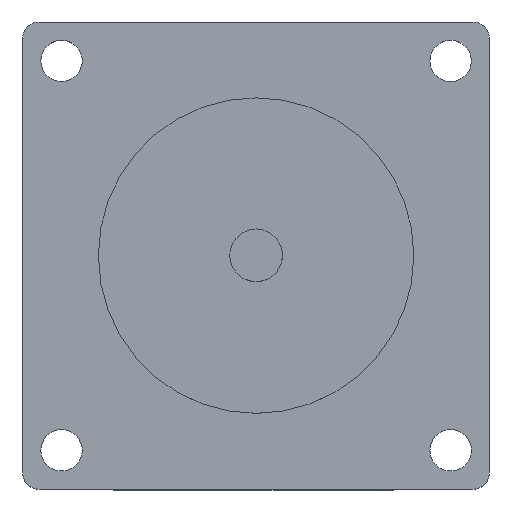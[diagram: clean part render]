
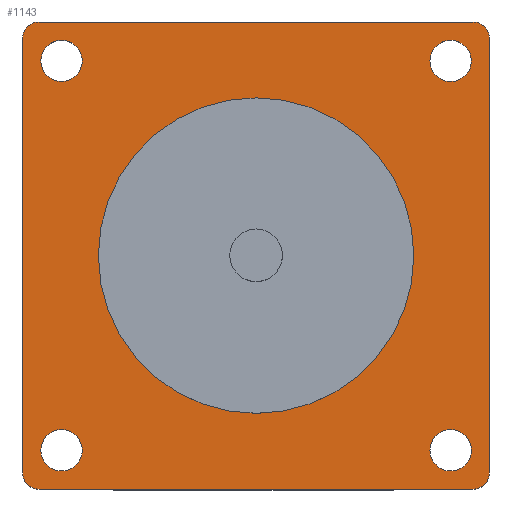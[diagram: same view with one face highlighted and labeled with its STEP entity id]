
A CAD part, top view. The second image highlights one B-rep face of the part: STEP entity #1143.
In plain terms, the highlighted planar face has unit normal (0, 0, 1).
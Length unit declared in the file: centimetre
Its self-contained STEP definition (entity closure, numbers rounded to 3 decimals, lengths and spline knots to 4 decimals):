
#349=VERTEX_POINT('',#5084);
#350=VERTEX_POINT('',#5086);
#361=VERTEX_POINT('',#5126);
#363=VERTEX_POINT('',#5131);
#365=VERTEX_POINT('',#5136);
#367=VERTEX_POINT('',#5141);
#371=VERTEX_POINT('',#5152);
#372=VERTEX_POINT('',#5156);
#375=VERTEX_POINT('',#5164);
#380=VERTEX_POINT('',#5178);
#383=VERTEX_POINT('',#5187);
#386=VERTEX_POINT('',#5194);
#387=VERTEX_POINT('',#5196);
#485=EDGE_CURVE('',#349,#350,#2409,.T.);
#505=EDGE_CURVE('',#361,#361,#1505,.T.);
#507=EDGE_CURVE('',#363,#363,#1507,.T.);
#509=EDGE_CURVE('',#365,#365,#1509,.T.);
#511=EDGE_CURVE('',#367,#367,#1511,.T.);
#515=EDGE_CURVE('',#371,#371,#1515,.T.);
#516=EDGE_CURVE('',#372,#349,#1516,.T.);
#521=EDGE_CURVE('',#375,#372,#2426,.T.);
#527=EDGE_CURVE('',#350,#380,#1521,.T.);
#532=EDGE_CURVE('',#380,#383,#2432,.T.);
#536=EDGE_CURVE('',#386,#375,#1523,.T.);
#537=EDGE_CURVE('',#387,#386,#2435,.T.);
#538=EDGE_CURVE('',#383,#387,#1524,.T.);
#800=ORIENTED_EDGE('',*,*,#505,.T.);
#801=ORIENTED_EDGE('',*,*,#507,.T.);
#802=ORIENTED_EDGE('',*,*,#509,.T.);
#803=ORIENTED_EDGE('',*,*,#511,.T.);
#804=ORIENTED_EDGE('',*,*,#515,.T.);
#805=ORIENTED_EDGE('',*,*,#516,.F.);
#806=ORIENTED_EDGE('',*,*,#521,.F.);
#807=ORIENTED_EDGE('',*,*,#536,.F.);
#808=ORIENTED_EDGE('',*,*,#537,.F.);
#809=ORIENTED_EDGE('',*,*,#538,.F.);
#810=ORIENTED_EDGE('',*,*,#532,.F.);
#811=ORIENTED_EDGE('',*,*,#527,.F.);
#812=ORIENTED_EDGE('',*,*,#485,.F.);
#966=EDGE_LOOP('',(#800));
#967=EDGE_LOOP('',(#801));
#968=EDGE_LOOP('',(#802));
#969=EDGE_LOOP('',(#803));
#970=EDGE_LOOP('',(#804));
#971=EDGE_LOOP('',(#805,#806,#807,#808,#809,#810,#811,#812));
#1062=FACE_BOUND('',#966,.T.);
#1063=FACE_BOUND('',#967,.T.);
#1064=FACE_BOUND('',#968,.T.);
#1065=FACE_BOUND('',#969,.T.);
#1066=FACE_BOUND('',#970,.T.);
#1067=FACE_BOUND('',#971,.T.);
#1143=ADVANCED_FACE('',(#1062,#1063,#1064,#1065,#1066,#1067),#3819,.T.);
#1505=CIRCLE('',#3544,0.25);
#1507=CIRCLE('',#3547,0.25);
#1509=CIRCLE('',#3550,0.25);
#1511=CIRCLE('',#3553,0.25);
#1515=CIRCLE('',#3560,1.905);
#1516=CIRCLE('',#3563,0.2);
#1521=CIRCLE('',#3571,0.2);
#1523=CIRCLE('',#3575,0.2);
#1524=CIRCLE('',#3576,0.2);
#2409=LINE('',#5085,#3749);
#2426=LINE('',#5165,#3766);
#2432=LINE('',#5186,#3772);
#2435=LINE('',#5195,#3775);
#3544=AXIS2_PLACEMENT_3D('',#5125,#4300,#4301);
#3547=AXIS2_PLACEMENT_3D('',#5130,#4306,#4307);
#3550=AXIS2_PLACEMENT_3D('',#5135,#4312,#4313);
#3553=AXIS2_PLACEMENT_3D('',#5140,#4318,#4319);
#3560=AXIS2_PLACEMENT_3D('',#5151,#4331,#4332);
#3563=AXIS2_PLACEMENT_3D('',#5155,#4336,#4337);
#3571=AXIS2_PLACEMENT_3D('',#5177,#4356,#4357);
#3574=AXIS2_PLACEMENT_3D('',#5192,#4367,$);
#3575=AXIS2_PLACEMENT_3D('',#5193,#4368,#4369);
#3576=AXIS2_PLACEMENT_3D('',#5197,#4371,#4372);
#3749=VECTOR('',#4261,1.);
#3766=VECTOR('',#4344,1.);
#3772=VECTOR('',#4364,1.);
#3775=VECTOR('',#4370,1.);
#3819=PLANE('',#3574);
#4261=DIRECTION('',(0.,-1.,0.));
#4300=DIRECTION('',(0.,0.,-1.));
#4301=DIRECTION('',(0.,0.25,0.));
#4306=DIRECTION('',(0.,0.,-1.));
#4307=DIRECTION('',(0.,0.25,0.));
#4312=DIRECTION('',(0.,0.,-1.));
#4313=DIRECTION('',(0.,0.25,0.));
#4318=DIRECTION('',(0.,0.,-1.));
#4319=DIRECTION('',(0.,0.25,0.));
#4331=DIRECTION('',(0.,0.,-1.));
#4332=DIRECTION('',(1.905,0.,0.));
#4336=DIRECTION('',(0.,0.,-1.));
#4337=DIRECTION('',(0.141,0.141,0.));
#4344=DIRECTION('',(1.,0.,0.));
#4356=DIRECTION('',(0.,0.,-1.));
#4357=DIRECTION('',(0.141,-0.141,0.));
#4364=DIRECTION('',(-1.,0.,0.));
#4367=DIRECTION('',(0.,0.,1.));
#4368=DIRECTION('',(0.,0.,-1.));
#4369=DIRECTION('',(-0.141,0.141,0.));
#4370=DIRECTION('',(0.,1.,0.));
#4371=DIRECTION('',(0.,0.,-1.));
#4372=DIRECTION('',(-0.141,-0.141,0.));
#5084=CARTESIAN_POINT('',(0.,5.442,5.5));
#5085=CARTESIAN_POINT('',(0.,0.,5.5));
#5086=CARTESIAN_POINT('',(0.,0.2,5.5));
#5125=CARTESIAN_POINT('',(-5.1682,0.47,5.5));
#5126=CARTESIAN_POINT('',(-5.1682,0.72,5.5));
#5130=CARTESIAN_POINT('',(-0.4699,0.4701,5.5));
#5131=CARTESIAN_POINT('',(-0.4699,0.7201,5.5));
#5135=CARTESIAN_POINT('',(-0.47,5.1718,5.5));
#5136=CARTESIAN_POINT('',(-0.47,5.4218,5.5));
#5140=CARTESIAN_POINT('',(-5.1686,5.1723,5.5));
#5141=CARTESIAN_POINT('',(-5.1686,5.4223,5.5));
#5151=CARTESIAN_POINT('',(-2.819,2.821,5.5));
#5152=CARTESIAN_POINT('',(-0.914,2.821,5.5));
#5155=CARTESIAN_POINT('',(-0.2,5.442,5.5));
#5156=CARTESIAN_POINT('',(-0.2,5.642,5.5));
#5164=CARTESIAN_POINT('',(-5.438,5.642,5.5));
#5165=CARTESIAN_POINT('',(0.,5.642,5.5));
#5177=CARTESIAN_POINT('',(-0.2,0.2,5.5));
#5178=CARTESIAN_POINT('',(-0.2,0.,5.5));
#5186=CARTESIAN_POINT('',(-5.638,0.,5.5));
#5187=CARTESIAN_POINT('',(-5.438,0.,5.5));
#5192=CARTESIAN_POINT('',(-2.819,2.821,5.5));
#5193=CARTESIAN_POINT('',(-5.438,5.442,5.5));
#5194=CARTESIAN_POINT('',(-5.638,5.442,5.5));
#5195=CARTESIAN_POINT('',(-5.638,5.642,5.5));
#5196=CARTESIAN_POINT('',(-5.638,0.2,5.5));
#5197=CARTESIAN_POINT('',(-5.438,0.2,5.5));
